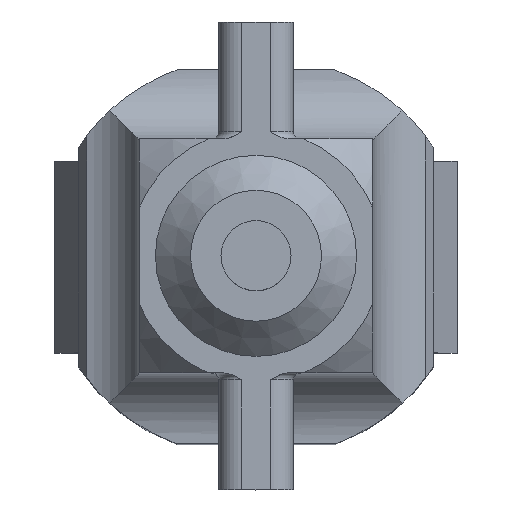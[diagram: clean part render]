
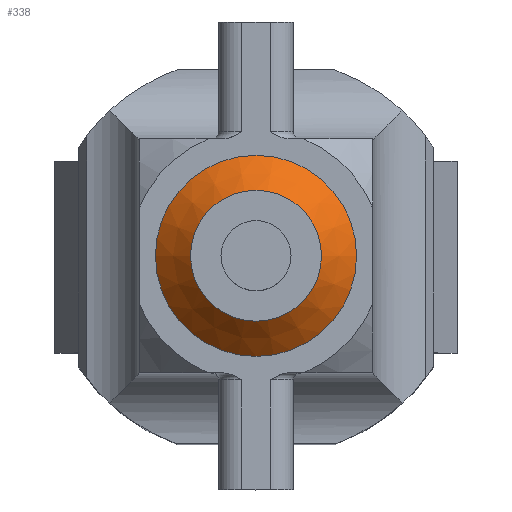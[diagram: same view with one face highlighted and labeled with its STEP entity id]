
A CAD part, top view. The second image highlights one B-rep face of the part: STEP entity #338.
In plain terms, the highlighted conical face has half-angle 45 degrees and reference radius 2.8 mm.
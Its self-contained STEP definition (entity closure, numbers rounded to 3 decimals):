
#151=CONICAL_SURFACE('',#1475,2.8,45.);
#194=FACE_BOUND('',#514,.T.);
#195=FACE_BOUND('',#515,.T.);
#261=CIRCLE('',#1434,4.3);
#268=CIRCLE('',#1473,2.8);
#338=ADVANCED_FACE('',(#194,#195),#151,.T.);
#514=EDGE_LOOP('',(#862));
#515=EDGE_LOOP('',(#863));
#862=ORIENTED_EDGE('',*,*,#1093,.T.);
#863=ORIENTED_EDGE('',*,*,#1153,.F.);
#945=VERTEX_POINT('',#2127);
#979=VERTEX_POINT('',#2270);
#1093=EDGE_CURVE('',#945,#945,#261,.T.);
#1153=EDGE_CURVE('',#979,#979,#268,.T.);
#1434=AXIS2_PLACEMENT_3D('',#2126,#1699,#1700);
#1473=AXIS2_PLACEMENT_3D('',#2269,#1821,#1822);
#1475=AXIS2_PLACEMENT_3D('',#2272,#1825,#1826);
#1699=DIRECTION('',(0.,0.,1.));
#1700=DIRECTION('',(1.,0.,0.));
#1821=DIRECTION('',(0.,0.,1.));
#1822=DIRECTION('',(1.,0.,0.));
#1825=DIRECTION('',(0.,0.,-1.));
#1826=DIRECTION('',(-1.,0.,0.));
#2126=CARTESIAN_POINT('',(0.,0.,
256.35));
#2127=CARTESIAN_POINT('',(4.3,0.,256.35));
#2269=CARTESIAN_POINT('',(0.,0.,
257.85));
#2270=CARTESIAN_POINT('',(2.8,0.,257.85));
#2272=CARTESIAN_POINT('',(0.,0.,
257.85));
